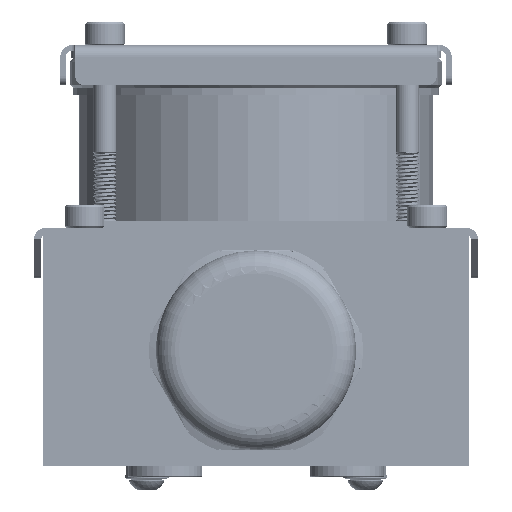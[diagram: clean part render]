
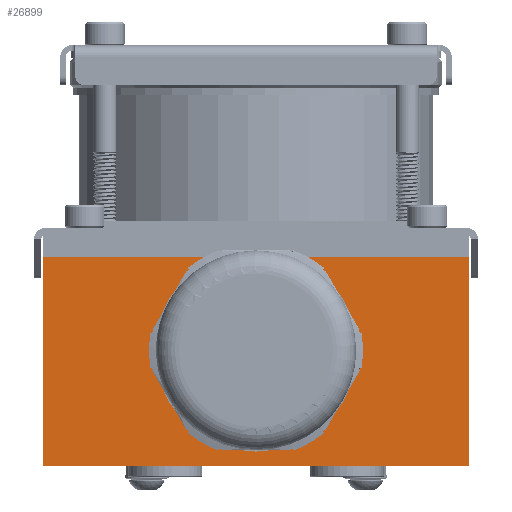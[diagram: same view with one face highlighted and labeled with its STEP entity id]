
A CAD part, front view. The second image highlights one B-rep face of the part: STEP entity #26899.
In plain terms, the highlighted planar face has unit normal (0, -1, 0).
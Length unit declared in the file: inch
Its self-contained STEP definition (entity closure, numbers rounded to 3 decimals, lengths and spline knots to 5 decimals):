
#786 = DIRECTION ( 'NONE',  ( 0., 0., -1. ) ) ;
#817 = ORIENTED_EDGE ( 'NONE', *, *, #23397, .F. ) ;
#2052 = CARTESIAN_POINT ( 'NONE',  ( 0., -3.55, 0.2375 ) ) ;
#3604 = FACE_OUTER_BOUND ( 'NONE', #6948, .T. ) ;
#4844 = CIRCLE ( 'NONE', #8229, 0.7375 ) ;
#5338 = VERTEX_POINT ( 'NONE', #2052 ) ;
#5375 = DIRECTION ( 'NONE',  ( 0., -1., 0. ) ) ;
#6868 = VERTEX_POINT ( 'NONE', #13653 ) ;
#6930 = VERTEX_POINT ( 'NONE', #8134 ) ;
#6948 = EDGE_LOOP ( 'NONE', ( #8378, #17439, #817, #30490 ) ) ;
#7278 = DIRECTION ( 'NONE',  ( 1., 0., 0. ) ) ;
#7375 = CARTESIAN_POINT ( 'NONE',  ( -1.8, -3.55, 1.95 ) ) ;
#8134 = CARTESIAN_POINT ( 'NONE',  ( 1.8, -3.55, 1.95 ) ) ;
#8229 = AXIS2_PLACEMENT_3D ( 'NONE', #11721, #5375, #31870 ) ;
#8378 = ORIENTED_EDGE ( 'NONE', *, *, #18652, .T. ) ;
#11178 = EDGE_CURVE ( 'NONE', #27125, #5338, #25077, .T. ) ;
#11604 = DIRECTION ( 'NONE',  ( 0., -1., 0. ) ) ;
#11721 = CARTESIAN_POINT ( 'NONE',  ( 0., -3.55, 0.975 ) ) ;
#12047 = AXIS2_PLACEMENT_3D ( 'NONE', #33889, #17579, #14588 ) ;
#13188 = LINE ( 'NONE', #23368, #36972 ) ;
#13653 = CARTESIAN_POINT ( 'NONE',  ( 1.8, -3.55, 0. ) ) ;
#14588 = DIRECTION ( 'NONE',  ( 0., 0., 1. ) ) ;
#16438 = CARTESIAN_POINT ( 'NONE',  ( 1.8, -3.55, 1.95 ) ) ;
#16720 = VECTOR ( 'NONE', #19466, 39.37008 ) ;
#16985 = AXIS2_PLACEMENT_3D ( 'NONE', #18403, #11604, #34090 ) ;
#17439 = ORIENTED_EDGE ( 'NONE', *, *, #29030, .F. ) ;
#17579 = DIRECTION ( 'NONE',  ( 0., 1., 0. ) ) ;
#18403 = CARTESIAN_POINT ( 'NONE',  ( 0., -3.55, 0.975 ) ) ;
#18652 = EDGE_CURVE ( 'NONE', #25619, #6868, #26441, .T. ) ;
#18722 = EDGE_CURVE ( 'NONE', #37543, #25619, #20098, .T. ) ;
#19466 = DIRECTION ( 'NONE',  ( 1., 0., 0. ) ) ;
#19935 = FACE_BOUND ( 'NONE', #22411, .T. ) ;
#20098 = LINE ( 'NONE', #7375, #39730 ) ;
#22411 = EDGE_LOOP ( 'NONE', ( #40917, #34500 ) ) ;
#22631 = CARTESIAN_POINT ( 'NONE',  ( -1.8, -3.55, 0. ) ) ;
#23368 = CARTESIAN_POINT ( 'NONE',  ( -1.8, -3.55, 1.95 ) ) ;
#23397 = EDGE_CURVE ( 'NONE', #37543, #6930, #13188, .T. ) ;
#25077 = CIRCLE ( 'NONE', #16985, 0.7375 ) ;
#25619 = VERTEX_POINT ( 'NONE', #27715 ) ;
#26441 = LINE ( 'NONE', #22631, #16720 ) ;
#26899 = ADVANCED_FACE ( 'NONE', ( #19935, #3604 ), #27719, .F. ) ;
#27125 = VERTEX_POINT ( 'NONE', #28772 ) ;
#27715 = CARTESIAN_POINT ( 'NONE',  ( -1.8, -3.55, 0. ) ) ;
#27719 = PLANE ( 'NONE',  #12047 ) ;
#28772 = CARTESIAN_POINT ( 'NONE',  ( 0., -3.55, 1.7125 ) ) ;
#28934 = DIRECTION ( 'NONE',  ( 0., 0., -1. ) ) ;
#29030 = EDGE_CURVE ( 'NONE', #6930, #6868, #39321, .T. ) ;
#30490 = ORIENTED_EDGE ( 'NONE', *, *, #18722, .T. ) ;
#31870 = DIRECTION ( 'NONE',  ( 0., 0., -1. ) ) ;
#33889 = CARTESIAN_POINT ( 'NONE',  ( -1.8, -3.55, 1.95 ) ) ;
#34090 = DIRECTION ( 'NONE',  ( 0., 0., -1. ) ) ;
#34500 = ORIENTED_EDGE ( 'NONE', *, *, #11178, .F. ) ;
#34541 = EDGE_CURVE ( 'NONE', #5338, #27125, #4844, .T. ) ;
#36972 = VECTOR ( 'NONE', #7278, 39.37008 ) ;
#37543 = VERTEX_POINT ( 'NONE', #37856 ) ;
#37856 = CARTESIAN_POINT ( 'NONE',  ( -1.8, -3.55, 1.95 ) ) ;
#39321 = LINE ( 'NONE', #16438, #41830 ) ;
#39730 = VECTOR ( 'NONE', #786, 39.37008 ) ;
#40917 = ORIENTED_EDGE ( 'NONE', *, *, #34541, .F. ) ;
#41830 = VECTOR ( 'NONE', #28934, 39.37008 ) ;
